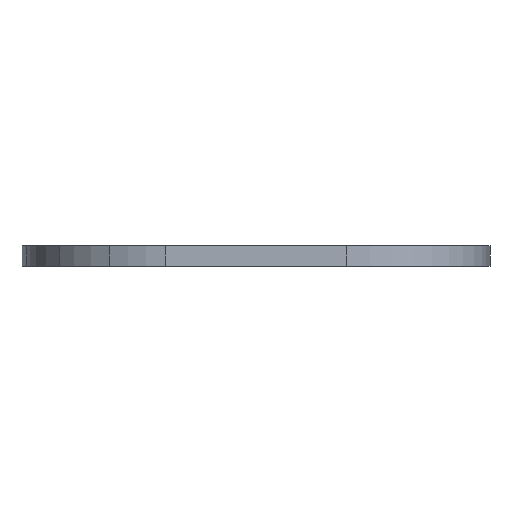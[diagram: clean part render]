
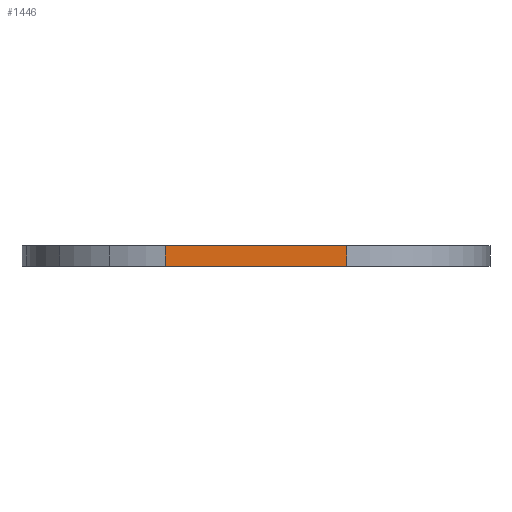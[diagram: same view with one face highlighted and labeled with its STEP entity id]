
A CAD part, left-side view. The second image highlights one B-rep face of the part: STEP entity #1446.
In plain terms, the highlighted planar face has unit normal (-1, -0.013, 0).
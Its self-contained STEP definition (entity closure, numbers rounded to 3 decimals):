
#164=FACE_OUTER_BOUND('',#242,.T.);
#242=EDGE_LOOP('',(#1307,#1308,#1309,#1310));
#333=LINE('',#2245,#491);
#372=LINE('',#2346,#530);
#400=LINE('',#2408,#558);
#401=LINE('',#2410,#559);
#491=VECTOR('',#1819,10.);
#530=VECTOR('',#1896,10.);
#558=VECTOR('',#1978,10.);
#559=VECTOR('',#1981,10.);
#653=VERTEX_POINT('',#2242);
#654=VERTEX_POINT('',#2244);
#696=VERTEX_POINT('',#2343);
#697=VERTEX_POINT('',#2345);
#824=EDGE_CURVE('',#653,#654,#333,.T.);
#876=EDGE_CURVE('',#696,#697,#372,.T.);
#908=EDGE_CURVE('',#696,#654,#400,.T.);
#909=EDGE_CURVE('',#697,#653,#401,.T.);
#1307=ORIENTED_EDGE('',*,*,#908,.T.);
#1308=ORIENTED_EDGE('',*,*,#824,.F.);
#1309=ORIENTED_EDGE('',*,*,#909,.F.);
#1310=ORIENTED_EDGE('',*,*,#876,.F.);
#1379=PLANE('',#1584);
#1446=ADVANCED_FACE('',(#164),#1379,.T.);
#1584=AXIS2_PLACEMENT_3D('',#2409,#1979,#1980);
#1819=DIRECTION('',(0.013,-1.,0.));
#1896=DIRECTION('',(-0.013,1.,0.));
#1978=DIRECTION('',(0.,0.,1.));
#1979=DIRECTION('center_axis',(-1.,-0.013,0.));
#1980=DIRECTION('ref_axis',(0.013,-1.,0.));
#1981=DIRECTION('',(0.,0.,1.));
#2242=CARTESIAN_POINT('',(-23.648,8.847,5.));
#2244=CARTESIAN_POINT('',(-23.422,-8.99,5.));
#2245=CARTESIAN_POINT('',(-23.648,8.847,5.));
#2343=CARTESIAN_POINT('',(-23.422,-8.99,3.));
#2345=CARTESIAN_POINT('',(-23.648,8.847,3.));
#2346=CARTESIAN_POINT('',(-23.648,8.847,3.));
#2408=CARTESIAN_POINT('',(-23.422,-8.99,4.));
#2409=CARTESIAN_POINT('Origin',(-23.648,8.847,4.));
#2410=CARTESIAN_POINT('',(-23.648,8.847,4.));
